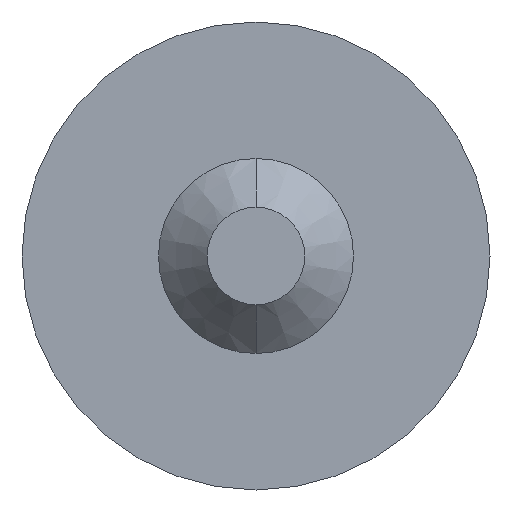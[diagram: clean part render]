
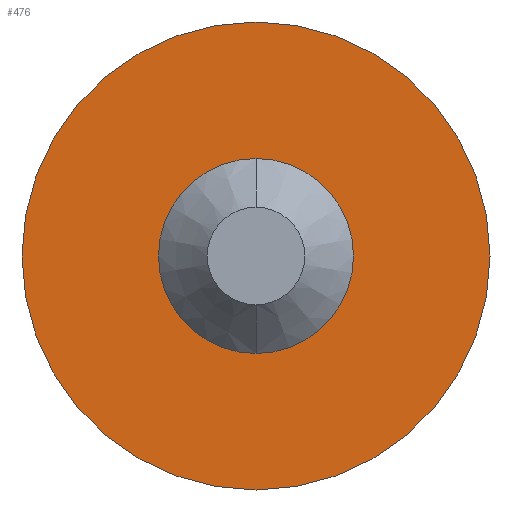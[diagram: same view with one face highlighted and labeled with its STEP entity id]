
A CAD part, front view. The second image highlights one B-rep face of the part: STEP entity #476.
In plain terms, the highlighted planar face has unit normal (0, -1, 0).
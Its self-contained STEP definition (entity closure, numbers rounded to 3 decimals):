
#18 = VERTEX_POINT ( 'NONE', #464 ) ;
#27 = EDGE_LOOP ( 'NONE', ( #32, #387 ) ) ;
#30 = DIRECTION ( 'NONE',  ( 0., 0., 1. ) ) ;
#32 = ORIENTED_EDGE ( 'NONE', *, *, #213, .T. ) ;
#44 = DIRECTION ( 'NONE',  ( 0., 0., -1. ) ) ;
#50 = AXIS2_PLACEMENT_3D ( 'NONE', #104, #551, #263 ) ;
#66 = CIRCLE ( 'NONE', #566, 2.4 ) ;
#74 = EDGE_CURVE ( 'NONE', #18, #406, #150, .T. ) ;
#89 = FACE_BOUND ( 'NONE', #27, .T. ) ;
#98 = DIRECTION ( 'NONE',  ( 0., -1., 0. ) ) ;
#104 = CARTESIAN_POINT ( 'NONE',  ( 0., 0., 0. ) ) ;
#110 = CARTESIAN_POINT ( 'NONE',  ( 0., 0., 0. ) ) ;
#136 = EDGE_LOOP ( 'NONE', ( #520, #291 ) ) ;
#150 = CIRCLE ( 'NONE', #204, 1. ) ;
#163 = EDGE_CURVE ( 'NONE', #540, #260, #66, .T. ) ;
#204 = AXIS2_PLACEMENT_3D ( 'NONE', #110, #515, #30 ) ;
#210 = AXIS2_PLACEMENT_3D ( 'NONE', #271, #98, #417 ) ;
#213 = EDGE_CURVE ( 'NONE', #406, #18, #421, .T. ) ;
#260 = VERTEX_POINT ( 'NONE', #304 ) ;
#263 = DIRECTION ( 'NONE',  ( 0., 0., -1. ) ) ;
#271 = CARTESIAN_POINT ( 'NONE',  ( 0., 0., 0. ) ) ;
#291 = ORIENTED_EDGE ( 'NONE', *, *, #163, .T. ) ;
#297 = CARTESIAN_POINT ( 'NONE',  ( 0., 0., 0. ) ) ;
#304 = CARTESIAN_POINT ( 'NONE',  ( 0., 0., -2.4 ) ) ;
#316 = CARTESIAN_POINT ( 'NONE',  ( 0., 0., 0. ) ) ;
#319 = DIRECTION ( 'NONE',  ( 0., 1., 0. ) ) ;
#325 = CARTESIAN_POINT ( 'NONE',  ( 0., 0., 2.4 ) ) ;
#345 = AXIS2_PLACEMENT_3D ( 'NONE', #316, #319, #372 ) ;
#361 = CARTESIAN_POINT ( 'NONE',  ( 0., 0., 1. ) ) ;
#364 = PLANE ( 'NONE',  #210 ) ;
#372 = DIRECTION ( 'NONE',  ( 0., 0., 1. ) ) ;
#387 = ORIENTED_EDGE ( 'NONE', *, *, #74, .T. ) ;
#406 = VERTEX_POINT ( 'NONE', #361 ) ;
#414 = FACE_OUTER_BOUND ( 'NONE', #136, .T. ) ;
#417 = DIRECTION ( 'NONE',  ( 0., 0., -1. ) ) ;
#421 = CIRCLE ( 'NONE', #345, 1. ) ;
#427 = EDGE_CURVE ( 'NONE', #260, #540, #532, .T. ) ;
#464 = CARTESIAN_POINT ( 'NONE',  ( 0., 0., -1. ) ) ;
#476 = ADVANCED_FACE ( 'NONE', ( #89, #414 ), #364, .T. ) ;
#515 = DIRECTION ( 'NONE',  ( 0., 1., 0. ) ) ;
#520 = ORIENTED_EDGE ( 'NONE', *, *, #427, .T. ) ;
#532 = CIRCLE ( 'NONE', #50, 2.4 ) ;
#540 = VERTEX_POINT ( 'NONE', #325 ) ;
#551 = DIRECTION ( 'NONE',  ( 0., -1., 0. ) ) ;
#566 = AXIS2_PLACEMENT_3D ( 'NONE', #297, #580, #44 ) ;
#580 = DIRECTION ( 'NONE',  ( 0., -1., 0. ) ) ;
